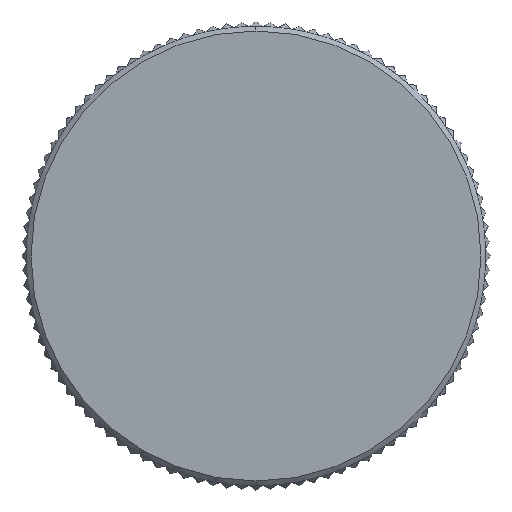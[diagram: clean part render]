
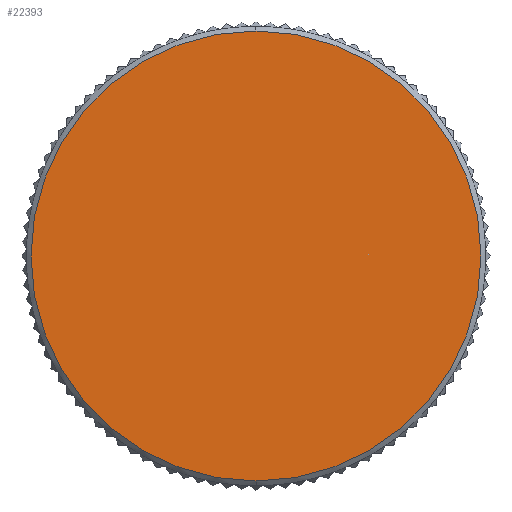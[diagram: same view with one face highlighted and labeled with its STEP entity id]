
A CAD part, front view. The second image highlights one B-rep face of the part: STEP entity #22393.
In plain terms, the highlighted planar face has unit normal (0, -1, 0).
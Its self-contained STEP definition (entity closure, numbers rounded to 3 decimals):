
#3082 = CARTESIAN_POINT ( 'NONE',  ( 0., 0., 25. ) ) ;
#7394 = DIRECTION ( 'NONE',  ( 0., 0., -1. ) ) ;
#7566 = CARTESIAN_POINT ( 'NONE',  ( 0., 0., 0. ) ) ;
#9698 = DIRECTION ( 'NONE',  ( 0., 0., -1. ) ) ;
#12307 = ORIENTED_EDGE ( 'NONE', *, *, #16747, .T. ) ;
#12890 = DIRECTION ( 'NONE',  ( 0., -1., 0. ) ) ;
#15135 = VERTEX_POINT ( 'NONE', #31712 ) ;
#16747 = EDGE_CURVE ( 'NONE', #23769, #15135, #33362, .T. ) ;
#17278 = CARTESIAN_POINT ( 'NONE',  ( 0., 0., 0. ) ) ;
#19392 = EDGE_CURVE ( 'NONE', #15135, #23769, #32572, .T. ) ;
#22393 = ADVANCED_FACE ( 'NONE', ( #28228 ), #22968, .T. ) ;
#22968 = PLANE ( 'NONE',  #34190 ) ;
#23769 = VERTEX_POINT ( 'NONE', #3082 ) ;
#28228 = FACE_OUTER_BOUND ( 'NONE', #32169, .T. ) ;
#31340 = DIRECTION ( 'NONE',  ( 0., -1., 0. ) ) ;
#31359 = CARTESIAN_POINT ( 'NONE',  ( 25.5, 0., 0. ) ) ;
#31673 = AXIS2_PLACEMENT_3D ( 'NONE', #7566, #31340, #7394 ) ;
#31712 = CARTESIAN_POINT ( 'NONE',  ( 0., 0., -25. ) ) ;
#32169 = EDGE_LOOP ( 'NONE', ( #12307, #32838 ) ) ;
#32572 = CIRCLE ( 'NONE', #34221, 25. ) ;
#32838 = ORIENTED_EDGE ( 'NONE', *, *, #19392, .T. ) ;
#33362 = CIRCLE ( 'NONE', #31673, 25. ) ;
#33641 = DIRECTION ( 'NONE',  ( 0., -1., 0. ) ) ;
#34190 = AXIS2_PLACEMENT_3D ( 'NONE', #31359, #33641, #9698 ) ;
#34221 = AXIS2_PLACEMENT_3D ( 'NONE', #17278, #12890, #34563 ) ;
#34563 = DIRECTION ( 'NONE',  ( 0., 0., -1. ) ) ;
